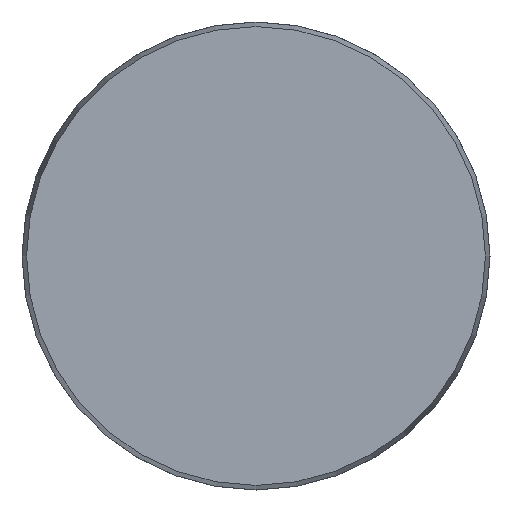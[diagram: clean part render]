
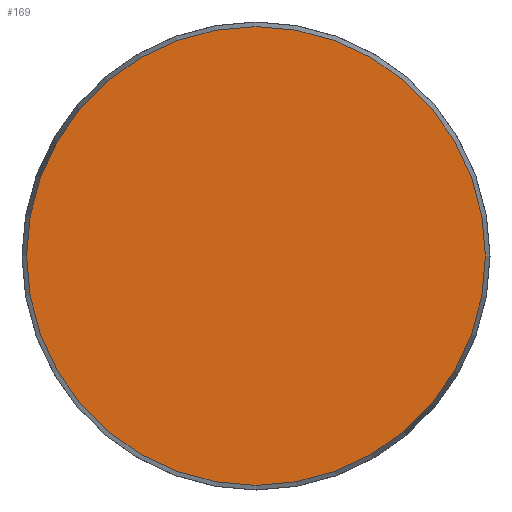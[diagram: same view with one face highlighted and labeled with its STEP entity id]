
A CAD part, front view. The second image highlights one B-rep face of the part: STEP entity #169.
In plain terms, the highlighted planar face has unit normal (0, -1, 0).
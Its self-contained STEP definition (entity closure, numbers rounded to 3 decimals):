
#8 = AXIS2_PLACEMENT_3D ( 'NONE', #403, #183, #46 ) ;
#46 = DIRECTION ( 'NONE',  ( 0., 0., -1. ) ) ;
#83 = ORIENTED_EDGE ( 'NONE', *, *, #551, .T. ) ;
#107 = FACE_OUTER_BOUND ( 'NONE', #496, .T. ) ;
#117 = CARTESIAN_POINT ( 'NONE',  ( -28.425, 0., 0. ) ) ;
#169 = ADVANCED_FACE ( 'NONE', ( #107 ), #412, .F. ) ;
#183 = DIRECTION ( 'NONE',  ( 0., -1., 0. ) ) ;
#235 = CARTESIAN_POINT ( 'NONE',  ( 0., 0., -28.425 ) ) ;
#305 = VERTEX_POINT ( 'NONE', #235 ) ;
#314 = DIRECTION ( 'NONE',  ( 0., 0., 1. ) ) ;
#318 = AXIS2_PLACEMENT_3D ( 'NONE', #117, #406, #314 ) ;
#403 = CARTESIAN_POINT ( 'NONE',  ( 0., 0., 0. ) ) ;
#406 = DIRECTION ( 'NONE',  ( 0., 1., 0. ) ) ;
#412 = PLANE ( 'NONE',  #318 ) ;
#496 = EDGE_LOOP ( 'NONE', ( #83 ) ) ;
#509 = CIRCLE ( 'NONE', #8, 28.425 ) ;
#551 = EDGE_CURVE ( 'NONE', #305, #305, #509, .T. ) ;
